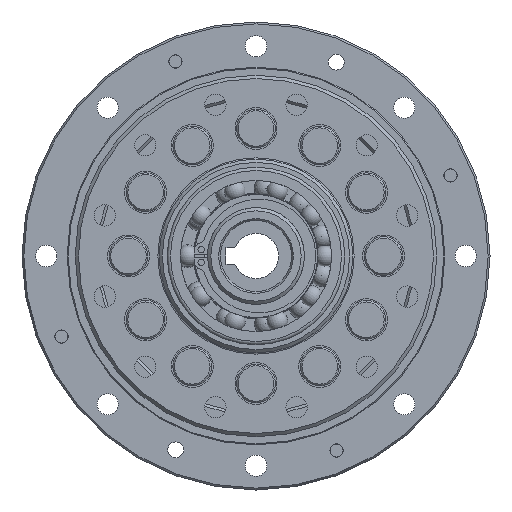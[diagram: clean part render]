
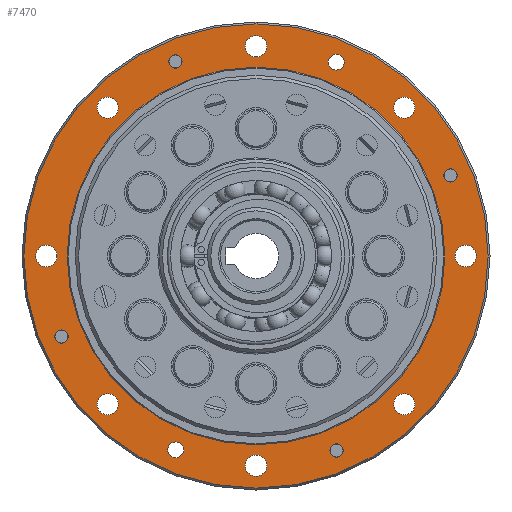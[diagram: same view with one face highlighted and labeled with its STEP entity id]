
A CAD part, left-side view. The second image highlights one B-rep face of the part: STEP entity #7470.
In plain terms, the highlighted planar face has unit normal (-1, 0, 0).
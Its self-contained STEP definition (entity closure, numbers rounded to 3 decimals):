
#821=FACE_BOUND('',#1965,.T.);
#822=FACE_BOUND('',#1966,.T.);
#823=FACE_BOUND('',#1967,.T.);
#824=FACE_BOUND('',#1968,.T.);
#825=FACE_BOUND('',#1969,.T.);
#826=FACE_BOUND('',#1970,.T.);
#827=FACE_BOUND('',#1971,.T.);
#828=FACE_BOUND('',#1972,.T.);
#829=FACE_BOUND('',#1973,.T.);
#830=FACE_BOUND('',#1974,.T.);
#831=FACE_BOUND('',#1975,.T.);
#832=FACE_BOUND('',#1976,.T.);
#833=FACE_BOUND('',#1977,.T.);
#834=FACE_BOUND('',#1978,.T.);
#835=FACE_BOUND('',#1979,.T.);
#1316=FACE_OUTER_BOUND('',#1964,.T.);
#1964=EDGE_LOOP('',(#5378));
#1965=EDGE_LOOP('',(#5379));
#1966=EDGE_LOOP('',(#5380));
#1967=EDGE_LOOP('',(#5381));
#1968=EDGE_LOOP('',(#5382));
#1969=EDGE_LOOP('',(#5383));
#1970=EDGE_LOOP('',(#5384));
#1971=EDGE_LOOP('',(#5385));
#1972=EDGE_LOOP('',(#5386));
#1973=EDGE_LOOP('',(#5387));
#1974=EDGE_LOOP('',(#5388));
#1975=EDGE_LOOP('',(#5389));
#1976=EDGE_LOOP('',(#5390));
#1977=EDGE_LOOP('',(#5391));
#1978=EDGE_LOOP('',(#5392));
#1979=EDGE_LOOP('',(#5393));
#2723=CIRCLE('',#7992,58.5);
#2859=CIRCLE('',#8215,71.923);
#2861=CIRCLE('',#8219,3.3);
#2862=CIRCLE('',#8220,3.3);
#2863=CIRCLE('',#8221,3.3);
#2864=CIRCLE('',#8222,3.3);
#2865=CIRCLE('',#8223,3.3);
#2866=CIRCLE('',#8224,3.3);
#2867=CIRCLE('',#8225,3.3);
#2868=CIRCLE('',#8226,3.3);
#2869=CIRCLE('',#8227,2.459);
#2870=CIRCLE('',#8228,2.459);
#2871=CIRCLE('',#8229,2.067);
#2872=CIRCLE('',#8230,2.067);
#2873=CIRCLE('',#8231,2.067);
#2874=CIRCLE('',#8232,2.067);
#3437=VERTEX_POINT('',#11957);
#3563=VERTEX_POINT('',#12322);
#3565=VERTEX_POINT('',#12328);
#3566=VERTEX_POINT('',#12330);
#3567=VERTEX_POINT('',#12332);
#3568=VERTEX_POINT('',#12334);
#3569=VERTEX_POINT('',#12336);
#3570=VERTEX_POINT('',#12338);
#3571=VERTEX_POINT('',#12340);
#3572=VERTEX_POINT('',#12342);
#3573=VERTEX_POINT('',#12344);
#3574=VERTEX_POINT('',#12346);
#3575=VERTEX_POINT('',#12348);
#3576=VERTEX_POINT('',#12350);
#3577=VERTEX_POINT('',#12352);
#3578=VERTEX_POINT('',#12354);
#4161=EDGE_CURVE('',#3437,#3437,#2723,.T.);
#4313=EDGE_CURVE('',#3563,#3563,#2859,.T.);
#4315=EDGE_CURVE('',#3565,#3565,#2861,.T.);
#4316=EDGE_CURVE('',#3566,#3566,#2862,.T.);
#4317=EDGE_CURVE('',#3567,#3567,#2863,.T.);
#4318=EDGE_CURVE('',#3568,#3568,#2864,.T.);
#4319=EDGE_CURVE('',#3569,#3569,#2865,.T.);
#4320=EDGE_CURVE('',#3570,#3570,#2866,.T.);
#4321=EDGE_CURVE('',#3571,#3571,#2867,.T.);
#4322=EDGE_CURVE('',#3572,#3572,#2868,.T.);
#4323=EDGE_CURVE('',#3573,#3573,#2869,.T.);
#4324=EDGE_CURVE('',#3574,#3574,#2870,.T.);
#4325=EDGE_CURVE('',#3575,#3575,#2871,.T.);
#4326=EDGE_CURVE('',#3576,#3576,#2872,.T.);
#4327=EDGE_CURVE('',#3577,#3577,#2873,.T.);
#4328=EDGE_CURVE('',#3578,#3578,#2874,.T.);
#5378=ORIENTED_EDGE('',*,*,#4313,.F.);
#5379=ORIENTED_EDGE('',*,*,#4161,.T.);
#5380=ORIENTED_EDGE('',*,*,#4315,.T.);
#5381=ORIENTED_EDGE('',*,*,#4316,.T.);
#5382=ORIENTED_EDGE('',*,*,#4317,.T.);
#5383=ORIENTED_EDGE('',*,*,#4318,.T.);
#5384=ORIENTED_EDGE('',*,*,#4319,.T.);
#5385=ORIENTED_EDGE('',*,*,#4320,.T.);
#5386=ORIENTED_EDGE('',*,*,#4321,.T.);
#5387=ORIENTED_EDGE('',*,*,#4322,.T.);
#5388=ORIENTED_EDGE('',*,*,#4323,.T.);
#5389=ORIENTED_EDGE('',*,*,#4324,.T.);
#5390=ORIENTED_EDGE('',*,*,#4325,.T.);
#5391=ORIENTED_EDGE('',*,*,#4326,.T.);
#5392=ORIENTED_EDGE('',*,*,#4327,.T.);
#5393=ORIENTED_EDGE('',*,*,#4328,.T.);
#6653=PLANE('',#8218);
#7470=ADVANCED_FACE('',(#1316,#821,#822,#823,#824,#825,#826,#827,#828,#829,
#830,#831,#832,#833,#834,#835),#6653,.F.);
#7992=AXIS2_PLACEMENT_3D('',#11958,#9347,#9348);
#8215=AXIS2_PLACEMENT_3D('',#12323,#9809,#9810);
#8218=AXIS2_PLACEMENT_3D('',#12327,#9815,#9816);
#8219=AXIS2_PLACEMENT_3D('',#12329,#9817,#9818);
#8220=AXIS2_PLACEMENT_3D('',#12331,#9819,#9820);
#8221=AXIS2_PLACEMENT_3D('',#12333,#9821,#9822);
#8222=AXIS2_PLACEMENT_3D('',#12335,#9823,#9824);
#8223=AXIS2_PLACEMENT_3D('',#12337,#9825,#9826);
#8224=AXIS2_PLACEMENT_3D('',#12339,#9827,#9828);
#8225=AXIS2_PLACEMENT_3D('',#12341,#9829,#9830);
#8226=AXIS2_PLACEMENT_3D('',#12343,#9831,#9832);
#8227=AXIS2_PLACEMENT_3D('',#12345,#9833,#9834);
#8228=AXIS2_PLACEMENT_3D('',#12347,#9835,#9836);
#8229=AXIS2_PLACEMENT_3D('',#12349,#9837,#9838);
#8230=AXIS2_PLACEMENT_3D('',#12351,#9839,#9840);
#8231=AXIS2_PLACEMENT_3D('',#12353,#9841,#9842);
#8232=AXIS2_PLACEMENT_3D('',#12355,#9843,#9844);
#9347=DIRECTION('center_axis',(1.,0.,0.));
#9348=DIRECTION('ref_axis',(0.,0.,-1.));
#9809=DIRECTION('center_axis',(1.,0.,0.));
#9810=DIRECTION('ref_axis',(0.,-1.,0.));
#9815=DIRECTION('center_axis',(1.,0.,0.));
#9816=DIRECTION('ref_axis',(0.,0.,-1.));
#9817=DIRECTION('center_axis',(1.,0.,0.));
#9818=DIRECTION('ref_axis',(0.,0.,-1.));
#9819=DIRECTION('center_axis',(1.,0.,0.));
#9820=DIRECTION('ref_axis',(0.,0.707,-0.707));
#9821=DIRECTION('center_axis',(1.,0.,0.));
#9822=DIRECTION('ref_axis',(0.,1.,0.));
#9823=DIRECTION('center_axis',(1.,0.,0.));
#9824=DIRECTION('ref_axis',(0.,0.707,0.707));
#9825=DIRECTION('center_axis',(1.,0.,0.));
#9826=DIRECTION('ref_axis',(0.,0.,1.));
#9827=DIRECTION('center_axis',(1.,0.,0.));
#9828=DIRECTION('ref_axis',(0.,-0.707,0.707));
#9829=DIRECTION('center_axis',(1.,0.,0.));
#9830=DIRECTION('ref_axis',(0.,-1.,0.));
#9831=DIRECTION('center_axis',(1.,0.,0.));
#9832=DIRECTION('ref_axis',(0.,-0.707,-0.707));
#9833=DIRECTION('center_axis',(1.,0.,0.));
#9834=DIRECTION('ref_axis',(0.,0.,-1.));
#9835=DIRECTION('center_axis',(1.,0.,0.));
#9836=DIRECTION('ref_axis',(0.,0.,1.));
#9837=DIRECTION('center_axis',(1.,0.,0.));
#9838=DIRECTION('ref_axis',(0.,0.,-1.));
#9839=DIRECTION('center_axis',(1.,0.,0.));
#9840=DIRECTION('ref_axis',(0.,1.,0.));
#9841=DIRECTION('center_axis',(1.,0.,0.));
#9842=DIRECTION('ref_axis',(0.,0.,1.));
#9843=DIRECTION('center_axis',(1.,0.,0.));
#9844=DIRECTION('ref_axis',(0.,-1.,0.));
#11957=CARTESIAN_POINT('',(0.,0.,58.5));
#11958=CARTESIAN_POINT('Origin',(0.,0.,0.));
#12322=CARTESIAN_POINT('',(0.,71.923,0.));
#12323=CARTESIAN_POINT('Origin',(0.,0.,0.));
#12327=CARTESIAN_POINT('Origin',(0.,0.,0.));
#12328=CARTESIAN_POINT('',(0.,65.,3.3));
#12329=CARTESIAN_POINT('Origin',(0.,65.,0.));
#12330=CARTESIAN_POINT('',(0.,43.628,48.295));
#12331=CARTESIAN_POINT('Origin',(0.,45.962,45.962));
#12332=CARTESIAN_POINT('',(0.,-3.3,65.));
#12333=CARTESIAN_POINT('Origin',(0.,0.,65.));
#12334=CARTESIAN_POINT('',(0.,-48.295,43.628));
#12335=CARTESIAN_POINT('Origin',(0.,-45.962,45.962));
#12336=CARTESIAN_POINT('',(0.,-65.,-3.3));
#12337=CARTESIAN_POINT('Origin',(0.,-65.,0.));
#12338=CARTESIAN_POINT('',(0.,-43.628,-48.295));
#12339=CARTESIAN_POINT('Origin',(0.,-45.962,-45.962));
#12340=CARTESIAN_POINT('',(0.,3.3,-65.));
#12341=CARTESIAN_POINT('Origin',(0.,0.,-65.));
#12342=CARTESIAN_POINT('',(0.,48.295,-43.628));
#12343=CARTESIAN_POINT('Origin',(0.,45.962,-45.962));
#12344=CARTESIAN_POINT('',(0.,24.874,-57.594));
#12345=CARTESIAN_POINT('Origin',(0.,24.874,-60.052));
#12346=CARTESIAN_POINT('',(0.,-24.874,57.594));
#12347=CARTESIAN_POINT('Origin',(0.,-24.874,60.052));
#12348=CARTESIAN_POINT('',(0.,60.283,-22.903));
#12349=CARTESIAN_POINT('Origin',(0.,60.283,-24.97));
#12350=CARTESIAN_POINT('',(0.,22.903,60.283));
#12351=CARTESIAN_POINT('Origin',(0.,24.97,60.283));
#12352=CARTESIAN_POINT('',(0.,-60.283,22.903));
#12353=CARTESIAN_POINT('Origin',(0.,-60.283,24.97));
#12354=CARTESIAN_POINT('',(0.,-22.903,-60.283));
#12355=CARTESIAN_POINT('Origin',(0.,-24.97,-60.283));
